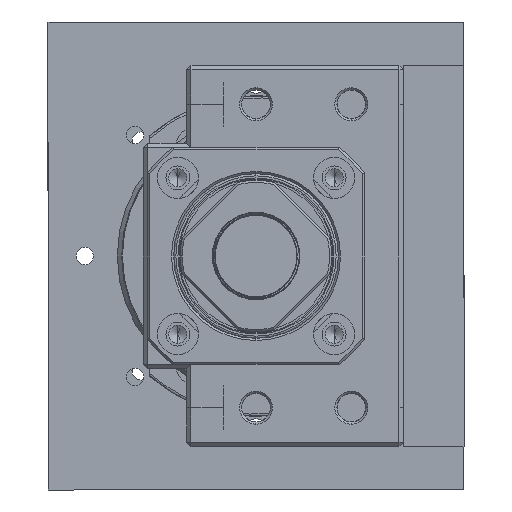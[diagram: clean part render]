
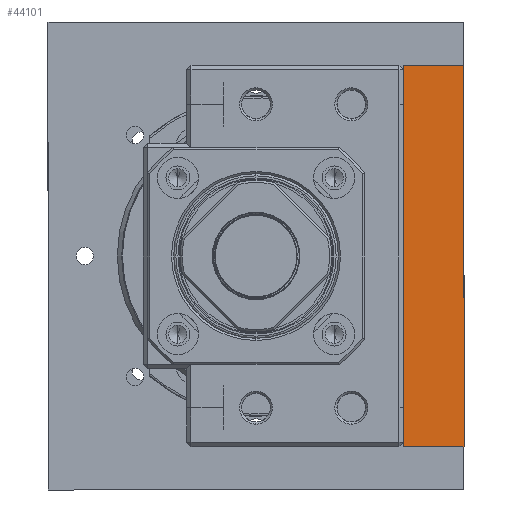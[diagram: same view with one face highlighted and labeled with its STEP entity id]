
A CAD part, left-side view. The second image highlights one B-rep face of the part: STEP entity #44101.
In plain terms, the highlighted face is planar.
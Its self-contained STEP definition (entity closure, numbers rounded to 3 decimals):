
#410 = EDGE_CURVE ( 'NONE', #45782, #28191, #7161, .T. ) ;
#6757 = DIRECTION ( 'NONE',  ( 0., 0., 1. ) ) ;
#7161 = LINE ( 'NONE', #47871, #25895 ) ;
#7479 = LINE ( 'NONE', #34158, #24643 ) ;
#7723 = DIRECTION ( 'NONE',  ( -1., 0., 0. ) ) ;
#9864 = DIRECTION ( 'NONE',  ( 0., 0., 1. ) ) ;
#10428 = PLANE ( 'NONE',  #34796 ) ;
#10668 = CARTESIAN_POINT ( 'NONE',  ( 88., 0., 14. ) ) ;
#12359 = CARTESIAN_POINT ( 'NONE',  ( 88., 0., 0. ) ) ;
#13883 = ORIENTED_EDGE ( 'NONE', *, *, #410, .F. ) ;
#15182 = VECTOR ( 'NONE', #6757, 1000. ) ;
#16188 = CARTESIAN_POINT ( 'NONE',  ( 0., 0., 14. ) ) ;
#17823 = EDGE_CURVE ( 'NONE', #53703, #45782, #7479, .T. ) ;
#20581 = DIRECTION ( 'NONE',  ( 0., 1., 0. ) ) ;
#21672 = CARTESIAN_POINT ( 'NONE',  ( 0., 0., 0. ) ) ;
#23977 = VERTEX_POINT ( 'NONE', #25117 ) ;
#24643 = VECTOR ( 'NONE', #52033, 1000. ) ;
#25117 = CARTESIAN_POINT ( 'NONE',  ( 0., 0., 14. ) ) ;
#25195 = EDGE_LOOP ( 'NONE', ( #51220, #48906, #28846, #13883 ) ) ;
#25895 = VECTOR ( 'NONE', #7723, 1000. ) ;
#27200 = EDGE_CURVE ( 'NONE', #23977, #53703, #55552, .T. ) ;
#28109 = EDGE_CURVE ( 'NONE', #28191, #23977, #43045, .T. ) ;
#28191 = VERTEX_POINT ( 'NONE', #21672 ) ;
#28846 = ORIENTED_EDGE ( 'NONE', *, *, #28109, .F. ) ;
#34158 = CARTESIAN_POINT ( 'NONE',  ( 88., 0., 14. ) ) ;
#34796 = AXIS2_PLACEMENT_3D ( 'NONE', #16188, #20581, #9864 ) ;
#35368 = VECTOR ( 'NONE', #51167, 1000. ) ;
#37103 = CARTESIAN_POINT ( 'NONE',  ( 0., 0., 14. ) ) ;
#43045 = LINE ( 'NONE', #51858, #15182 ) ;
#44101 = ADVANCED_FACE ( 'NONE', ( #49151 ), #10428, .F. ) ;
#45782 = VERTEX_POINT ( 'NONE', #12359 ) ;
#47871 = CARTESIAN_POINT ( 'NONE',  ( 0., 0., 0. ) ) ;
#48906 = ORIENTED_EDGE ( 'NONE', *, *, #27200, .F. ) ;
#49151 = FACE_OUTER_BOUND ( 'NONE', #25195, .T. ) ;
#51167 = DIRECTION ( 'NONE',  ( 1., 0., 0. ) ) ;
#51220 = ORIENTED_EDGE ( 'NONE', *, *, #17823, .F. ) ;
#51858 = CARTESIAN_POINT ( 'NONE',  ( 0., 0., 14. ) ) ;
#52033 = DIRECTION ( 'NONE',  ( 0., 0., -1. ) ) ;
#53703 = VERTEX_POINT ( 'NONE', #10668 ) ;
#55552 = LINE ( 'NONE', #37103, #35368 ) ;
